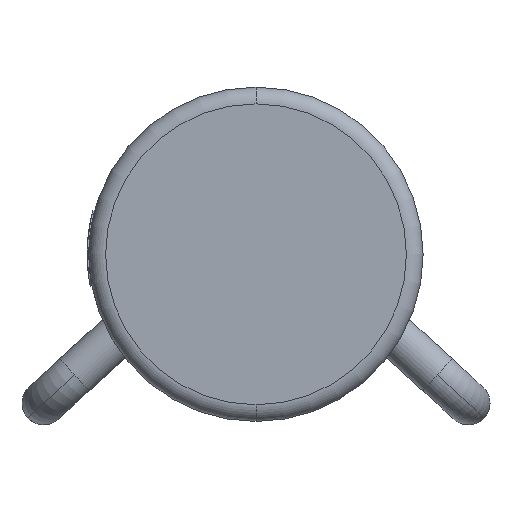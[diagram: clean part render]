
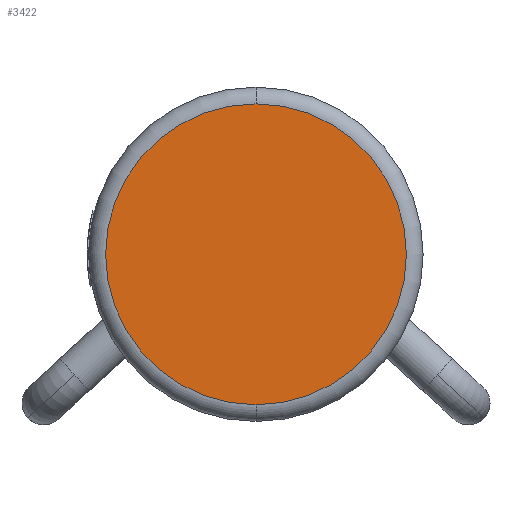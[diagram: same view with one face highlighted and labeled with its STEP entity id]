
A CAD part, left-side view. The second image highlights one B-rep face of the part: STEP entity #3422.
In plain terms, the highlighted planar face has unit normal (-1, 0, 0).
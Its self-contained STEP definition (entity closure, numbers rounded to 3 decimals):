
#205 = DIRECTION ( 'NONE',  ( 0., 0., -1. ) ) ;
#328 = AXIS2_PLACEMENT_3D ( 'NONE', #8707, #1759, #8760 ) ;
#1759 = DIRECTION ( 'NONE',  ( 1., 0., 0. ) ) ;
#2215 = CARTESIAN_POINT ( 'NONE',  ( -4.15, 0., -0.9 ) ) ;
#3422 = ADVANCED_FACE ( 'NONE', ( #7566 ), #6914, .F. ) ;
#3441 = ORIENTED_EDGE ( 'NONE', *, *, #7128, .T. ) ;
#4365 = CIRCLE ( 'NONE', #12350, 0.9 ) ;
#4899 = CARTESIAN_POINT ( 'NONE',  ( -4.15, 0., 0. ) ) ;
#5735 = DIRECTION ( 'NONE',  ( 0., 0., -1. ) ) ;
#5937 = DIRECTION ( 'NONE',  ( -1., 0., 0. ) ) ;
#6914 = PLANE ( 'NONE',  #328 ) ;
#6956 = EDGE_CURVE ( 'NONE', #8885, #12697, #4365, .T. ) ;
#7128 = EDGE_CURVE ( 'NONE', #12697, #8885, #7870, .T. ) ;
#7252 = CARTESIAN_POINT ( 'NONE',  ( -4.15, 0., 0. ) ) ;
#7566 = FACE_OUTER_BOUND ( 'NONE', #12557, .T. ) ;
#7870 = CIRCLE ( 'NONE', #9887, 0.9 ) ;
#8342 = ORIENTED_EDGE ( 'NONE', *, *, #6956, .T. ) ;
#8707 = CARTESIAN_POINT ( 'NONE',  ( -4.15, 0., 0. ) ) ;
#8760 = DIRECTION ( 'NONE',  ( 0., 1., 0. ) ) ;
#8885 = VERTEX_POINT ( 'NONE', #11801 ) ;
#9530 = DIRECTION ( 'NONE',  ( -1., 0., 0. ) ) ;
#9887 = AXIS2_PLACEMENT_3D ( 'NONE', #4899, #9530, #5735 ) ;
#11801 = CARTESIAN_POINT ( 'NONE',  ( -4.15, 0., 0.9 ) ) ;
#12350 = AXIS2_PLACEMENT_3D ( 'NONE', #7252, #5937, #205 ) ;
#12557 = EDGE_LOOP ( 'NONE', ( #3441, #8342 ) ) ;
#12697 = VERTEX_POINT ( 'NONE', #2215 ) ;
